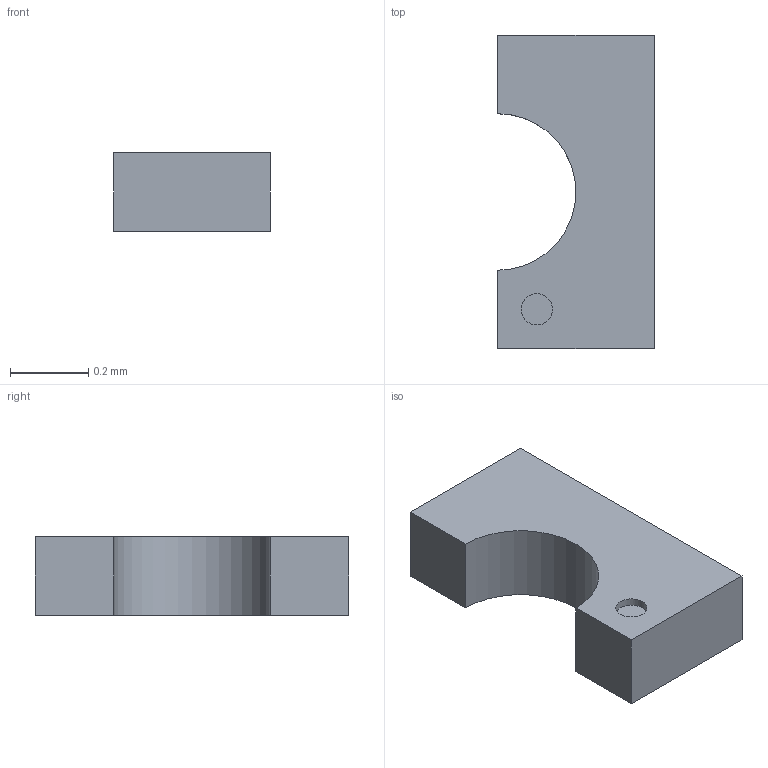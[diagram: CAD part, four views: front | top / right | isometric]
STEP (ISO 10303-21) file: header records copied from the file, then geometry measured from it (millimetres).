
FILE_DESCRIPTION(/* description */ (''),/* implementation_level */ '2;1');
FILE_NAME(/* name */ 'User Library-LED_0603_G_Pocket002_ipt_fda8c390.STEP',/* time_stamp */ '2022-06-02T14:50:50+03:00',/* author */ ('Sulieman DAHER'),/* organization */ (''),/* preprocessor_version */ 'ST-DEVELOPER v16.13',/* originating_system */ 'Autodesk Inventor 2018',/* authorisation */ '');
FILE_SCHEMA (('AUTOMOTIVE_DESIGN { 1 0 10303 214 3 1 1 }'));
Length unit declared in the file: millimetre
Products named in the file (1): User Library-LED_0603_G_Pocket002
Bounding box: 0.4 x 0.8 x 0.2 mm (x, y, z)
Surface area: 1 mm2 (no closed solid volume)
Topology: 0 solids, 1 shells, 9 faces, 21 edges, 14 vertices
Faces by surface type: plane 7, cylinder 2
Full cylindrical faces by diameter (mm): 0.08 x1
Entity records: 309 total; most frequent: DIRECTION 44, CARTESIAN_POINT 44, ORIENTED_EDGE 39, EDGE_CURVE 20, LINE 16, VECTOR 16, VERTEX_POINT 14, AXIS2_PLACEMENT_3D 14
